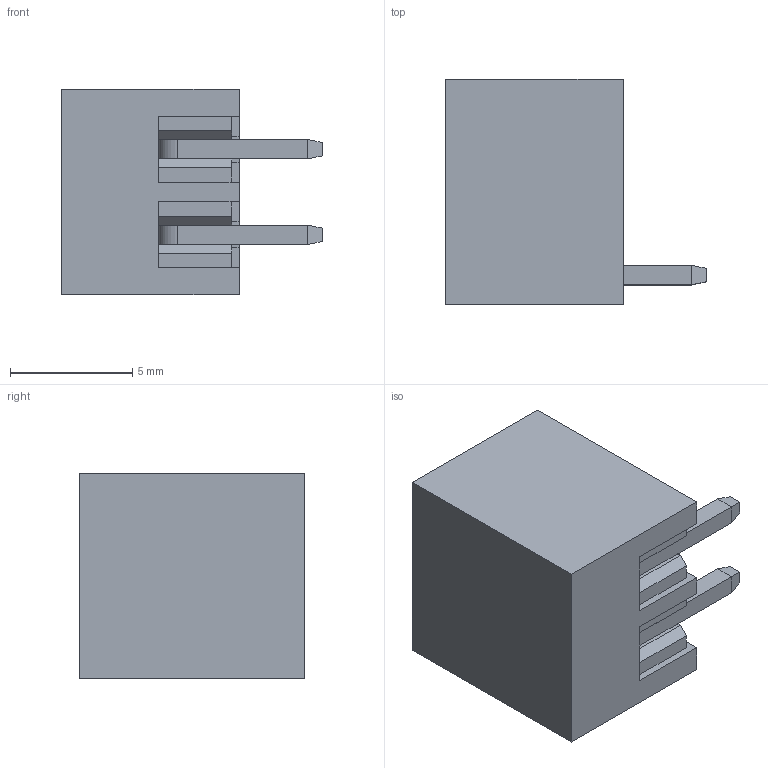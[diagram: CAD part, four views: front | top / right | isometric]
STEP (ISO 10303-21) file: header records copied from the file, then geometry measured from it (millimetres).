
FILE_DESCRIPTION (( 'STEP AP214' ), '1' );
FILE_NAME ('User Library-CTB93HD_2.STEP', '2012-09-26T16:38:41', ( 'sysAdmin' ), ( 'SolidWorks' ), 'SwSTEP 2.0', 'SolidWorks 2012', '' );
FILE_SCHEMA (( 'AUTOMOTIVE_DESIGN' ));
Length unit declared in the file: millimetre
Products named in the file (1): User Library-CTB93HD_2
Bounding box: 10.65 x 9.2 x 8.4 mm (x, y, z)
Volume: 328.3 mm3; surface area: 789.9 mm2
Topology: 4 solids, 4 shells, 103 faces, 260 edges, 168 vertices
Faces by surface type: plane 101, cylinder 2
Entity records: 4204 total; most frequent: CARTESIAN_POINT 532, ORIENTED_EDGE 520, DIRECTION 472, EDGE_CURVE 260, VECTOR 256, LINE 256, VERTEX_POINT 168, UNCERTAINTY_MEASURE_WITH_UNIT 109
